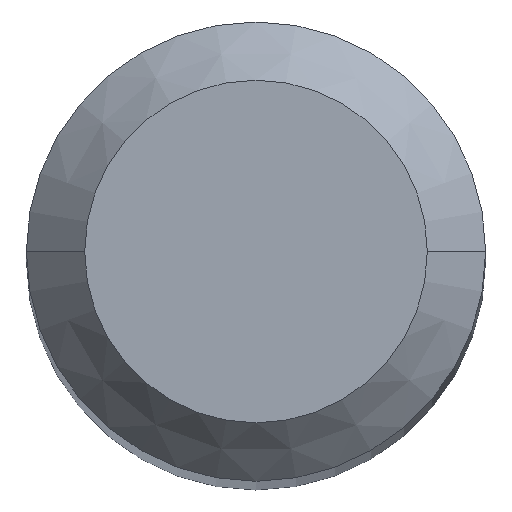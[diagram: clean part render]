
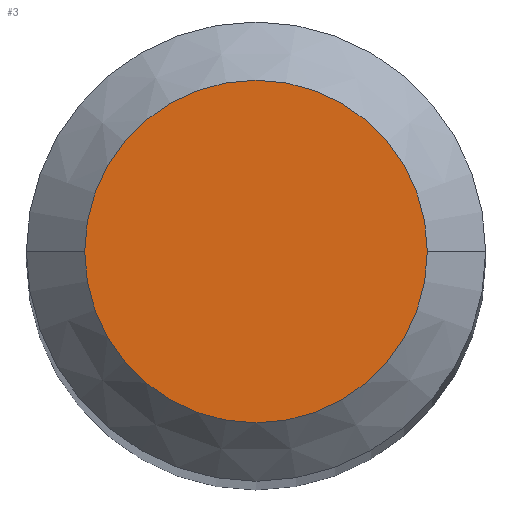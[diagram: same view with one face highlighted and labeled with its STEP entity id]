
A CAD part, top view. The second image highlights one B-rep face of the part: STEP entity #3.
In plain terms, the highlighted planar face has unit normal (0, 0, 1).
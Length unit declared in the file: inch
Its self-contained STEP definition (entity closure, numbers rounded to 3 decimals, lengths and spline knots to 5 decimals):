
#1 = DIRECTION ( 'NONE',  ( 1., 0., 0. ) ) ;
#3 = ADVANCED_FACE ( 'NONE', ( #71 ), #383, .F. ) ;
#17 = DIRECTION ( 'NONE',  ( 1., 0., 0. ) ) ;
#30 = CIRCLE ( 'NONE', #207, 0.04405 ) ;
#59 = EDGE_CURVE ( 'NONE', #454, #438, #30, .T. ) ;
#60 = DIRECTION ( 'NONE',  ( -1., 0., 0. ) ) ;
#71 = FACE_OUTER_BOUND ( 'NONE', #220, .T. ) ;
#131 = CARTESIAN_POINT ( 'NONE',  ( 0., 0.04405, 0. ) ) ;
#166 = CARTESIAN_POINT ( 'NONE',  ( 0., 0., 0. ) ) ;
#207 = AXIS2_PLACEMENT_3D ( 'NONE', #166, #280, #1 ) ;
#220 = EDGE_LOOP ( 'NONE', ( #262, #312 ) ) ;
#224 = CARTESIAN_POINT ( 'NONE',  ( 0., 0., 0. ) ) ;
#238 = CARTESIAN_POINT ( 'NONE',  ( -0.04405, 0., 0. ) ) ;
#262 = ORIENTED_EDGE ( 'NONE', *, *, #395, .T. ) ;
#280 = DIRECTION ( 'NONE',  ( 0., 0., 1. ) ) ;
#291 = CIRCLE ( 'NONE', #408, 0.04405 ) ;
#312 = ORIENTED_EDGE ( 'NONE', *, *, #59, .T. ) ;
#372 = DIRECTION ( 'NONE',  ( 0., 0., 1. ) ) ;
#383 = PLANE ( 'NONE',  #421 ) ;
#395 = EDGE_CURVE ( 'NONE', #438, #454, #291, .T. ) ;
#408 = AXIS2_PLACEMENT_3D ( 'NONE', #224, #372, #17 ) ;
#418 = CARTESIAN_POINT ( 'NONE',  ( 0.04405, 0., 0. ) ) ;
#421 = AXIS2_PLACEMENT_3D ( 'NONE', #131, #465, #60 ) ;
#438 = VERTEX_POINT ( 'NONE', #238 ) ;
#454 = VERTEX_POINT ( 'NONE', #418 ) ;
#465 = DIRECTION ( 'NONE',  ( 0., 0., -1. ) ) ;
